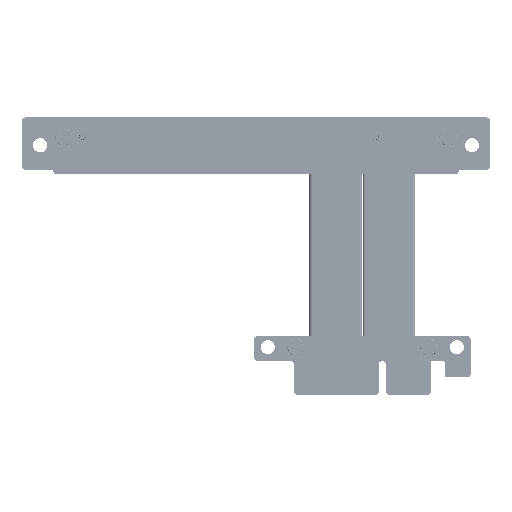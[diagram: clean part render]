
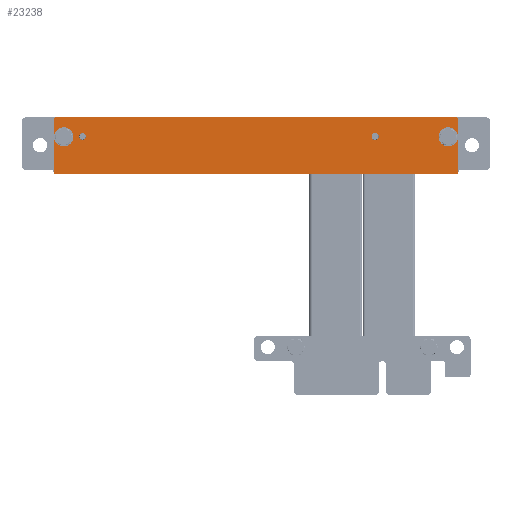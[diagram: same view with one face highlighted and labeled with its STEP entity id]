
A CAD part, top view. The second image highlights one B-rep face of the part: STEP entity #23238.
In plain terms, the highlighted face is planar.
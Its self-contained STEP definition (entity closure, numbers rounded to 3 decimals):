
#17499 = EDGE_CURVE('',#17500,#17502,#17504,.T.);
#17500 = VERTEX_POINT('',#17501);
#17501 = CARTESIAN_POINT('',(98.701,4.407,-0.7));
#17502 = VERTEX_POINT('',#17503);
#17503 = CARTESIAN_POINT('',(98.701,-8.826,-0.7));
#17504 = LINE('',#17505,#17506);
#17505 = CARTESIAN_POINT('',(98.701,4.907,-0.7));
#17506 = VECTOR('',#17507,1.);
#17507 = DIRECTION('',(0.,-1.,0.));
#17532 = VERTEX_POINT('',#17533);
#17533 = CARTESIAN_POINT('',(98.201,4.907,-0.7));
#17539 = EDGE_CURVE('',#17540,#17532,#17542,.T.);
#17540 = VERTEX_POINT('',#17541);
#17541 = CARTESIAN_POINT('',(-1.994,4.907,-0.7));
#17542 = LINE('',#17543,#17544);
#17543 = CARTESIAN_POINT('',(-2.494,4.907,-0.7));
#17544 = VECTOR('',#17545,1.);
#17545 = DIRECTION('',(1.,0.,0.));
#17563 = VERTEX_POINT('',#17564);
#17564 = CARTESIAN_POINT('',(-2.494,4.407,-0.7));
#17570 = EDGE_CURVE('',#17571,#17563,#17573,.T.);
#17571 = VERTEX_POINT('',#17572);
#17572 = CARTESIAN_POINT('',(-2.494,-8.826,-0.7));
#17573 = LINE('',#17574,#17575);
#17574 = CARTESIAN_POINT('',(-2.494,-9.326,-0.7));
#17575 = VECTOR('',#17576,1.);
#17576 = DIRECTION('',(0.,1.,0.));
#17594 = VERTEX_POINT('',#17595);
#17595 = CARTESIAN_POINT('',(-1.994,-9.326,-0.7));
#17601 = EDGE_CURVE('',#17602,#17594,#17604,.T.);
#17602 = VERTEX_POINT('',#17603);
#17603 = CARTESIAN_POINT('',(98.201,-9.326,-0.7));
#17604 = LINE('',#17605,#17606);
#17605 = CARTESIAN_POINT('',(98.701,-9.326,-0.7));
#17606 = VECTOR('',#17607,1.);
#17607 = DIRECTION('',(-1.,0.,0.));
#23238 = ADVANCED_FACE('',(#23239,#23250,#23261),#23295,.T.);
#23239 = FACE_BOUND('',#23240,.T.);
#23240 = EDGE_LOOP('',(#23241));
#23241 = ORIENTED_EDGE('',*,*,#23242,.F.);
#23242 = EDGE_CURVE('',#23243,#23243,#23245,.T.);
#23243 = VERTEX_POINT('',#23244);
#23244 = CARTESIAN_POINT('',(-2.4,0.,-0.7));
#23245 = CIRCLE('',#23246,2.4);
#23246 = AXIS2_PLACEMENT_3D('',#23247,#23248,#23249);
#23247 = CARTESIAN_POINT('',(0.,0.,-0.7));
#23248 = DIRECTION('',(0.,0.,-1.));
#23249 = DIRECTION('',(-1.,0.,0.));
#23250 = FACE_BOUND('',#23251,.T.);
#23251 = EDGE_LOOP('',(#23252));
#23252 = ORIENTED_EDGE('',*,*,#23253,.F.);
#23253 = EDGE_CURVE('',#23254,#23254,#23256,.T.);
#23254 = VERTEX_POINT('',#23255);
#23255 = CARTESIAN_POINT('',(93.801,-0.001,-0.7)
  );
#23256 = CIRCLE('',#23257,2.4);
#23257 = AXIS2_PLACEMENT_3D('',#23258,#23259,#23260);
#23258 = CARTESIAN_POINT('',(96.201,-0.001,-0.7)
  );
#23259 = DIRECTION('',(0.,0.,-1.));
#23260 = DIRECTION('',(-1.,0.,0.));
#23261 = FACE_BOUND('',#23262,.T.);
#23262 = EDGE_LOOP('',(#23263,#23264,#23271,#23272,#23279,#23280,#23287,
    #23288));
#23263 = ORIENTED_EDGE('',*,*,#17539,.T.);
#23264 = ORIENTED_EDGE('',*,*,#23265,.T.);
#23265 = EDGE_CURVE('',#17532,#17500,#23266,.T.);
#23266 = CIRCLE('',#23267,0.5);
#23267 = AXIS2_PLACEMENT_3D('',#23268,#23269,#23270);
#23268 = CARTESIAN_POINT('',(98.201,4.407,-0.7));
#23269 = DIRECTION('',(0.,0.,-1.));
#23270 = DIRECTION('',(-1.,0.,0.));
#23271 = ORIENTED_EDGE('',*,*,#17499,.T.);
#23272 = ORIENTED_EDGE('',*,*,#23273,.T.);
#23273 = EDGE_CURVE('',#17502,#17602,#23274,.T.);
#23274 = CIRCLE('',#23275,0.5);
#23275 = AXIS2_PLACEMENT_3D('',#23276,#23277,#23278);
#23276 = CARTESIAN_POINT('',(98.201,-8.826,-0.7));
#23277 = DIRECTION('',(0.,0.,-1.));
#23278 = DIRECTION('',(-1.,0.,0.));
#23279 = ORIENTED_EDGE('',*,*,#17601,.T.);
#23280 = ORIENTED_EDGE('',*,*,#23281,.T.);
#23281 = EDGE_CURVE('',#17594,#17571,#23282,.T.);
#23282 = CIRCLE('',#23283,0.5);
#23283 = AXIS2_PLACEMENT_3D('',#23284,#23285,#23286);
#23284 = CARTESIAN_POINT('',(-1.994,-8.826,-0.7));
#23285 = DIRECTION('',(0.,0.,-1.));
#23286 = DIRECTION('',(-1.,0.,0.));
#23287 = ORIENTED_EDGE('',*,*,#17570,.T.);
#23288 = ORIENTED_EDGE('',*,*,#23289,.T.);
#23289 = EDGE_CURVE('',#17563,#17540,#23290,.T.);
#23290 = CIRCLE('',#23291,0.5);
#23291 = AXIS2_PLACEMENT_3D('',#23292,#23293,#23294);
#23292 = CARTESIAN_POINT('',(-1.994,4.407,-0.7));
#23293 = DIRECTION('',(0.,0.,-1.));
#23294 = DIRECTION('',(-1.,0.,0.));
#23295 = PLANE('',#23296);
#23296 = AXIS2_PLACEMENT_3D('',#23297,#23298,#23299);
#23297 = CARTESIAN_POINT('',(0.,0.,-0.7));
#23298 = DIRECTION('',(0.,0.,-1.));
#23299 = DIRECTION('',(-1.,0.,0.));
